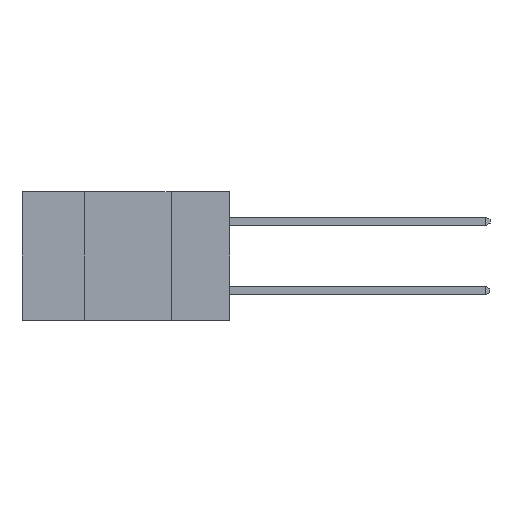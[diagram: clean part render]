
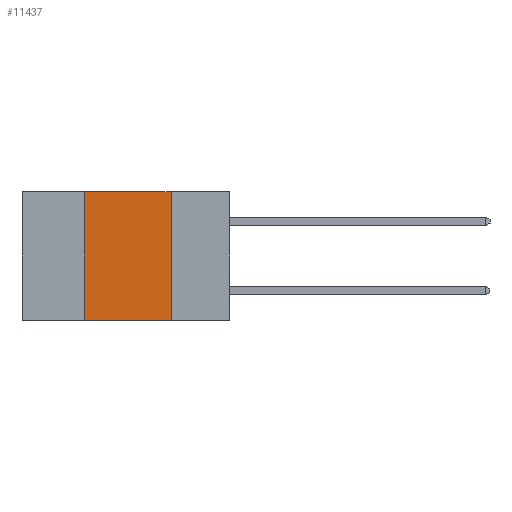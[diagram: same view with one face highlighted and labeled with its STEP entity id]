
A CAD part, left-side view. The second image highlights one B-rep face of the part: STEP entity #11437.
In plain terms, the highlighted planar face has unit normal (-1, 0, 0).
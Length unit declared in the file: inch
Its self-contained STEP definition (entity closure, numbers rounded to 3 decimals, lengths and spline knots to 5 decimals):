
#225 = VECTOR ( 'NONE', #461, 39.37008 ) ;
#401 = CARTESIAN_POINT ( 'NONE',  ( 0., 0.42, 0. ) ) ;
#461 = DIRECTION ( 'NONE',  ( 0., 0., 1. ) ) ;
#825 = CARTESIAN_POINT ( 'NONE',  ( 0., 0.6, -0.37 ) ) ;
#1735 = EDGE_LOOP ( 'NONE', ( #6338, #3963, #4913, #8314 ) ) ;
#2043 = CARTESIAN_POINT ( 'NONE',  ( 0., 0.17, 0. ) ) ;
#2116 = VECTOR ( 'NONE', #11215, 39.37008 ) ;
#2433 = CARTESIAN_POINT ( 'NONE',  ( 0., 0.42, -0.37 ) ) ;
#2623 = VERTEX_POINT ( 'NONE', #8198 ) ;
#2647 = CARTESIAN_POINT ( 'NONE',  ( 0., 0.42, 0. ) ) ;
#2756 = LINE ( 'NONE', #401, #225 ) ;
#2951 = DIRECTION ( 'NONE',  ( 0., 0., -1. ) ) ;
#2954 = DIRECTION ( 'NONE',  ( 1., 0., 0. ) ) ;
#2967 = PLANE ( 'NONE',  #3276 ) ;
#3054 = DIRECTION ( 'NONE',  ( 0., 0., -1. ) ) ;
#3063 = CARTESIAN_POINT ( 'NONE',  ( 0., 0.6, 0. ) ) ;
#3276 = AXIS2_PLACEMENT_3D ( 'NONE', #3063, #2954, #2951 ) ;
#3524 = EDGE_CURVE ( 'NONE', #3856, #5218, #4529, .T. ) ;
#3856 = VERTEX_POINT ( 'NONE', #2647 ) ;
#3963 = ORIENTED_EDGE ( 'NONE', *, *, #3524, .F. ) ;
#4232 = VECTOR ( 'NONE', #8595, 39.37008 ) ;
#4529 = LINE ( 'NONE', #10655, #4232 ) ;
#4564 = EDGE_CURVE ( 'NONE', #5218, #2623, #11538, .T. ) ;
#4913 = ORIENTED_EDGE ( 'NONE', *, *, #11902, .F. ) ;
#5218 = VERTEX_POINT ( 'NONE', #9279 ) ;
#5855 = VECTOR ( 'NONE', #3054, 39.37008 ) ;
#6338 = ORIENTED_EDGE ( 'NONE', *, *, #4564, .F. ) ;
#6871 = EDGE_CURVE ( 'NONE', #11525, #2623, #11992, .T. ) ;
#8198 = CARTESIAN_POINT ( 'NONE',  ( 0., 0.17, -0.37 ) ) ;
#8314 = ORIENTED_EDGE ( 'NONE', *, *, #6871, .T. ) ;
#8595 = DIRECTION ( 'NONE',  ( 0., -1., 0. ) ) ;
#9279 = CARTESIAN_POINT ( 'NONE',  ( 0., 0.17, 0. ) ) ;
#10655 = CARTESIAN_POINT ( 'NONE',  ( 0., 0.6, 0. ) ) ;
#10837 = FACE_OUTER_BOUND ( 'NONE', #1735, .T. ) ;
#11215 = DIRECTION ( 'NONE',  ( 0., -1., 0. ) ) ;
#11437 = ADVANCED_FACE ( 'NONE', ( #10837 ), #2967, .F. ) ;
#11525 = VERTEX_POINT ( 'NONE', #2433 ) ;
#11538 = LINE ( 'NONE', #2043, #5855 ) ;
#11902 = EDGE_CURVE ( 'NONE', #11525, #3856, #2756, .T. ) ;
#11992 = LINE ( 'NONE', #825, #2116 ) ;
